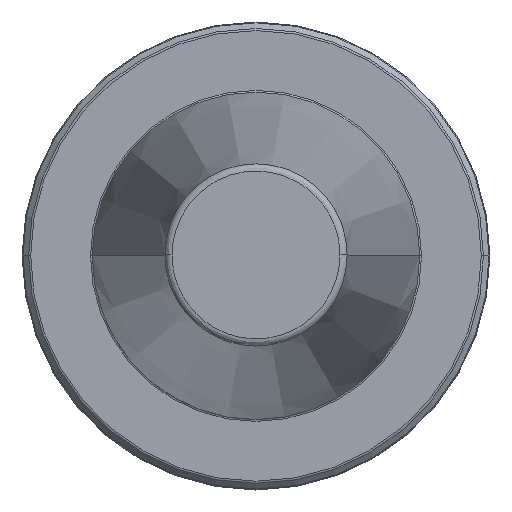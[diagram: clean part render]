
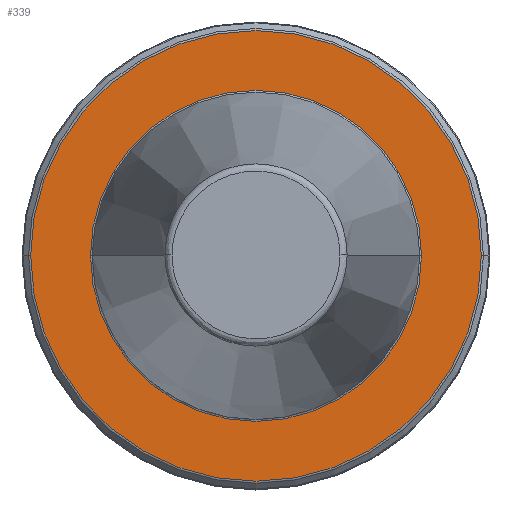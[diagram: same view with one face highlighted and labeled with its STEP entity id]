
A CAD part, top view. The second image highlights one B-rep face of the part: STEP entity #339.
In plain terms, the highlighted planar face has unit normal (0, 0, 1).
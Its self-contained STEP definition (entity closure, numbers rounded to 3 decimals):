
#46 = AXIS2_PLACEMENT_3D ( 'NONE', #147, #288, #854 ) ;
#75 = DIRECTION ( 'NONE',  ( 0., 0., 1. ) ) ;
#147 = CARTESIAN_POINT ( 'NONE',  ( 0., 0., -3.199 ) ) ;
#197 = DIRECTION ( 'NONE',  ( 0., -1., 0. ) ) ;
#206 = CIRCLE ( 'NONE', #46, 22.468 ) ;
#223 = CARTESIAN_POINT ( 'NONE',  ( -30.585, 0., -3.199 ) ) ;
#288 = DIRECTION ( 'NONE',  ( 0., 0., 1. ) ) ;
#301 = CARTESIAN_POINT ( 'NONE',  ( 0., 0., -3.199 ) ) ;
#303 = CIRCLE ( 'NONE', #898, 30.585 ) ;
#339 = ADVANCED_FACE ( 'NONE', ( #601, #972 ), #1459, .T. ) ;
#461 = CARTESIAN_POINT ( 'NONE',  ( 0., 0., -3.199 ) ) ;
#495 = VERTEX_POINT ( 'NONE', #545 ) ;
#497 = DIRECTION ( 'NONE',  ( 0., 0., 1. ) ) ;
#510 = CARTESIAN_POINT ( 'NONE',  ( 22.468, 0., -3.199 ) ) ;
#513 = VERTEX_POINT ( 'NONE', #510 ) ;
#545 = CARTESIAN_POINT ( 'NONE',  ( -22.468, 0., -3.199 ) ) ;
#598 = VERTEX_POINT ( 'NONE', #223 ) ;
#601 = FACE_OUTER_BOUND ( 'NONE', #1130, .T. ) ;
#610 = ORIENTED_EDGE ( 'NONE', *, *, #1090, .F. ) ;
#652 = ORIENTED_EDGE ( 'NONE', *, *, #796, .T. ) ;
#656 = DIRECTION ( 'NONE',  ( 1., 0., 0. ) ) ;
#677 = ORIENTED_EDGE ( 'NONE', *, *, #1268, .F. ) ;
#697 = EDGE_LOOP ( 'NONE', ( #610, #677 ) ) ;
#702 = DIRECTION ( 'NONE',  ( 1., 0., 0. ) ) ;
#709 = AXIS2_PLACEMENT_3D ( 'NONE', #1222, #1325, #197 ) ;
#779 = CARTESIAN_POINT ( 'NONE',  ( 0., 0., -3.199 ) ) ;
#796 = EDGE_CURVE ( 'NONE', #1396, #598, #303, .T. ) ;
#847 = AXIS2_PLACEMENT_3D ( 'NONE', #779, #497, #702 ) ;
#848 = ORIENTED_EDGE ( 'NONE', *, *, #1177, .T. ) ;
#854 = DIRECTION ( 'NONE',  ( 0., -1., 0. ) ) ;
#898 = AXIS2_PLACEMENT_3D ( 'NONE', #301, #1368, #656 ) ;
#972 = FACE_BOUND ( 'NONE', #697, .T. ) ;
#1038 = CIRCLE ( 'NONE', #1440, 30.585 ) ;
#1090 = EDGE_CURVE ( 'NONE', #495, #513, #206, .T. ) ;
#1097 = DIRECTION ( 'NONE',  ( 1., 0., 0. ) ) ;
#1130 = EDGE_LOOP ( 'NONE', ( #652, #848 ) ) ;
#1177 = EDGE_CURVE ( 'NONE', #598, #1396, #1038, .T. ) ;
#1222 = CARTESIAN_POINT ( 'NONE',  ( 0., 0., -3.199 ) ) ;
#1268 = EDGE_CURVE ( 'NONE', #513, #495, #1318, .T. ) ;
#1318 = CIRCLE ( 'NONE', #709, 22.468 ) ;
#1325 = DIRECTION ( 'NONE',  ( 0., 0., 1. ) ) ;
#1368 = DIRECTION ( 'NONE',  ( 0., 0., 1. ) ) ;
#1396 = VERTEX_POINT ( 'NONE', #1538 ) ;
#1440 = AXIS2_PLACEMENT_3D ( 'NONE', #461, #75, #1097 ) ;
#1459 = PLANE ( 'NONE',  #847 ) ;
#1538 = CARTESIAN_POINT ( 'NONE',  ( 30.585, 0., -3.199 ) ) ;
